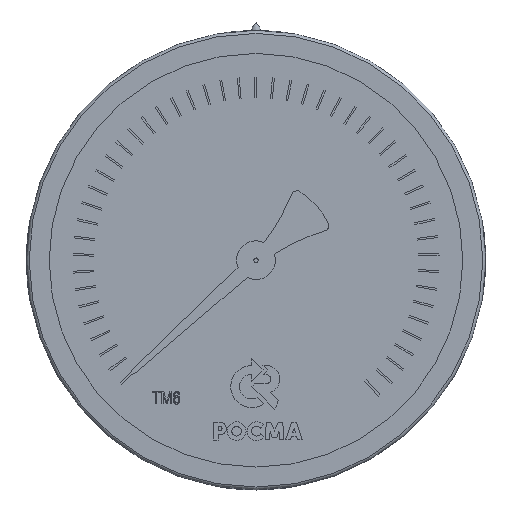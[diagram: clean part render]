
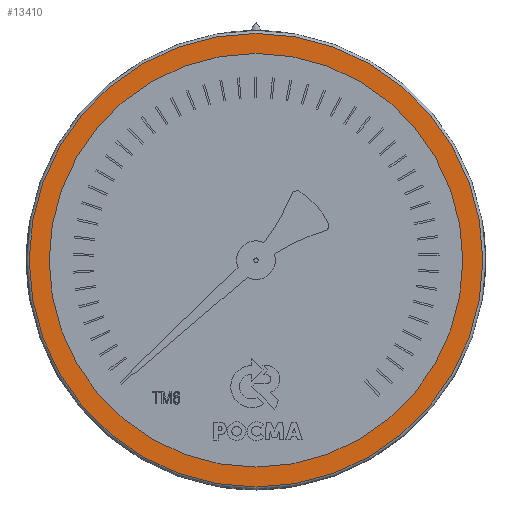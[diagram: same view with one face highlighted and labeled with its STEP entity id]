
A CAD part, top view. The second image highlights one B-rep face of the part: STEP entity #13410.
In plain terms, the highlighted planar face has unit normal (0, 0, 1).
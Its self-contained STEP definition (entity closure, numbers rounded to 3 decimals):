
#206=FACE_BOUND('',#4931,.T.);
#653=PLANE('',#14563);
#4083=FACE_OUTER_BOUND('',#4930,.T.);
#4930=EDGE_LOOP('',(#12121));
#4931=EDGE_LOOP('',(#12122,#12123));
#5392=CIRCLE('',#14450,72.5);
#5393=CIRCLE('',#14451,72.5);
#5395=CIRCLE('',#14489,79.5);
#6659=VERTEX_POINT('',#24506);
#6660=VERTEX_POINT('',#24507);
#6705=VERTEX_POINT('',#24632);
#8456=EDGE_CURVE('',#6659,#6660,#5392,.T.);
#8457=EDGE_CURVE('',#6660,#6659,#5393,.T.);
#8503=EDGE_CURVE('',#6705,#6705,#5395,.T.);
#12121=ORIENTED_EDGE('',*,*,#8503,.F.);
#12122=ORIENTED_EDGE('',*,*,#8456,.T.);
#12123=ORIENTED_EDGE('',*,*,#8457,.T.);
#13410=ADVANCED_FACE('',(#4083,#206),#653,.T.);
#14450=AXIS2_PLACEMENT_3D('',#24508,#17598,#17599);
#14451=AXIS2_PLACEMENT_3D('',#24509,#17600,#17601);
#14489=AXIS2_PLACEMENT_3D('',#24633,#17681,#17682);
#14563=AXIS2_PLACEMENT_3D('',#24916,#17892,#17893);
#17598=DIRECTION('center_axis',(0.,0.,-1.));
#17599=DIRECTION('ref_axis',(0.,1.,0.));
#17600=DIRECTION('center_axis',(0.,0.,-1.));
#17601=DIRECTION('ref_axis',(0.,1.,0.));
#17681=DIRECTION('center_axis',(0.,0.,-1.));
#17682=DIRECTION('ref_axis',(0.,-1.,0.));
#17892=DIRECTION('center_axis',(0.,0.,1.));
#17893=DIRECTION('ref_axis',(0.,1.,0.));
#24506=CARTESIAN_POINT('',(0.,72.5,29.25));
#24507=CARTESIAN_POINT('',(0.,-72.5,29.25));
#24508=CARTESIAN_POINT('Origin',(0.,0.,29.25));
#24509=CARTESIAN_POINT('Origin',(0.,0.,29.25));
#24632=CARTESIAN_POINT('',(0.,79.5,29.25));
#24633=CARTESIAN_POINT('Origin',(0.,0.,29.25));
#24916=CARTESIAN_POINT('Origin',(0.,0.,29.25));
